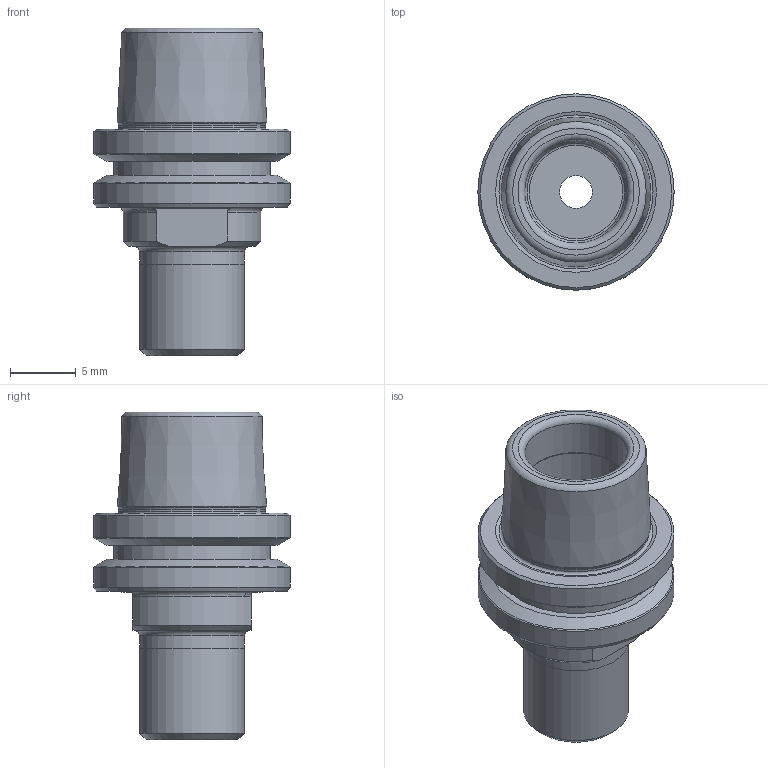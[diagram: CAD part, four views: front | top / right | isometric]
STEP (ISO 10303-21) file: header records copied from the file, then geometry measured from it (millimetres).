
FILE_DESCRIPTION(/* description */ (''),/* implementation_level */ '2;1');
FILE_NAME(/* name */ '591520600.stp',/* time_stamp */ '2023-03-17T19:30:39',/* author */ ('RJE'),/* organization */ ('REGO-FIX'),/* preprocessor_version */ ' Unknown',/* originating_system */ 'SIEMENS PLM Software Solid Edge ST10',/* authorization */ 'Unknown');
FILE_SCHEMA (('AUTOMOTIVE_DESIGN { 1 0 10303 214 2 1 1}'));
Length unit declared in the file: millimetre
Products named in the file (1): 0023784
Bounding box: 14.97 x 14.97 x 25 mm (x, y, z)
Volume: 1579.7 mm3; surface area: 1675.6 mm2
Topology: 1 solids, 1 shells, 51 faces, 106 edges, 64 vertices
Faces by surface type: torus 14, plane 13, cylinder 12, cone 12
Full cylindrical faces by diameter (mm): 2.5 x1, 4 x1, 7.83 x1, 8 x2, 8.85 x1, 11.218 x1, 11.95 x1, 14.97 x2
Entity records: 1533 total; most frequent: DIRECTION 218, CARTESIAN_POINT 203, ORIENTED_EDGE 132, AXIS2_PLACEMENT_3D 105, EDGE_LOOP 94, FACE_BOUND 94, EDGE_CURVE 66, VERTEX_POINT 58
